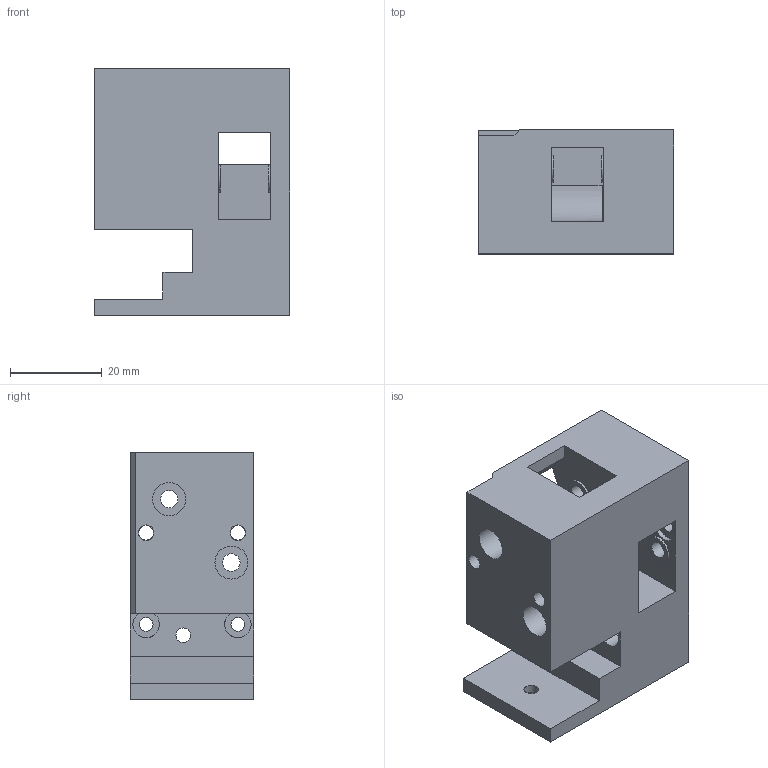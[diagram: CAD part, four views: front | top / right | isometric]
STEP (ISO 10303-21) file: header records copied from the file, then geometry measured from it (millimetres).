
FILE_DESCRIPTION(('FreeCAD Model'),'2;1');
FILE_NAME('Open CASCADE Shape Model','1974-01-01T00:00:00',(''),(''), 'Open CASCADE STEP processor 7.7','FreeCAD','Unknown');
FILE_SCHEMA(('AUTOMOTIVE_DESIGN { 1 0 10303 214 1 1 1 1 }'));
Length unit declared in the file: millimetre
Products named in the file (1): k1_joint_right_step
Bounding box: 42.67 x 27 x 53.87 mm (x, y, z)
Volume: 42205.8 mm3; surface area: 14574.8 mm2
Topology: 1 solids, 1 shells, 71 faces, 175 edges, 117 vertices
Faces by surface type: plane 41, cylinder 29, cone 1
Full cylindrical faces by diameter (mm): 3 x2, 3.2 x4, 3.4 x2, 3.8 x4, 4.3 x1, 4.6 x1, 5.8 x2, 6 x6, 6.4 x2, 7.2 x2
Entity records: 2175 total; most frequent: CARTESIAN_POINT 379, DIRECTION 371, ORIENTED_EDGE 350, EDGE_CURVE 175, AXIS2_PLACEMENT_3D 139, VERTEX_POINT 117, FACE_BOUND 110, EDGE_LOOP 110
